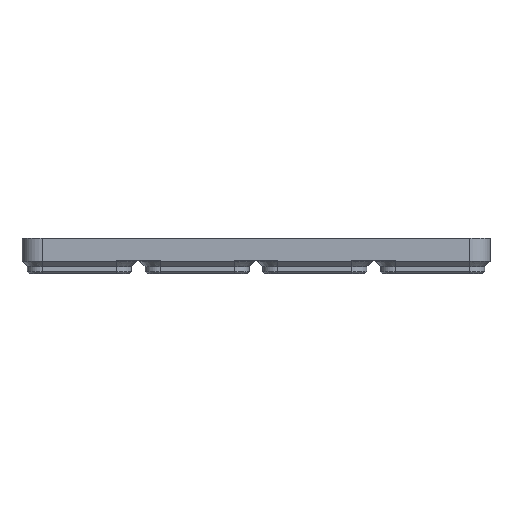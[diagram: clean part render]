
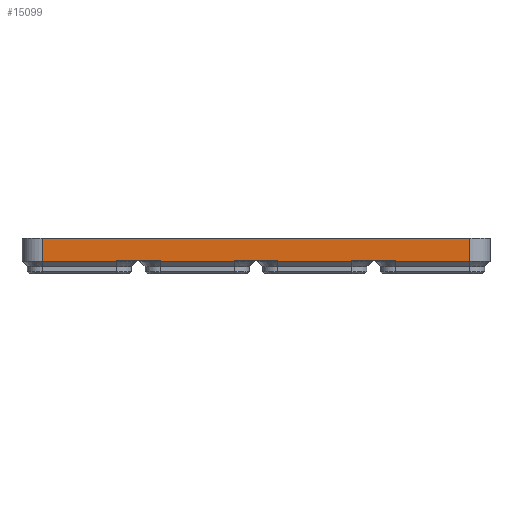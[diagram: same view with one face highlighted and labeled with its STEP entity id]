
A CAD part, left-side view. The second image highlights one B-rep face of the part: STEP entity #15099.
In plain terms, the highlighted planar face has unit normal (-1, 0, 0).
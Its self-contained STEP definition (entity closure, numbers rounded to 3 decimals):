
#683=LINE('',#23163,#2131);
#687=LINE('',#23179,#2135);
#691=LINE('',#23195,#2139);
#754=LINE('',#23395,#2202);
#755=LINE('',#23401,#2203);
#756=LINE('',#23404,#2204);
#757=LINE('',#23405,#2205);
#758=LINE('',#23407,#2206);
#759=LINE('',#23408,#2207);
#760=LINE('',#23410,#2208);
#761=LINE('',#23412,#2209);
#762=LINE('',#23413,#2210);
#763=LINE('',#23415,#2211);
#764=LINE('',#23417,#2212);
#765=LINE('',#23418,#2213);
#766=LINE('',#23420,#2214);
#2131=VECTOR('',#18072,1000.);
#2135=VECTOR('',#18084,1000.);
#2139=VECTOR('',#18096,1000.);
#2202=VECTOR('',#18247,1000.);
#2203=VECTOR('',#18254,1000.);
#2204=VECTOR('',#18255,1000.);
#2205=VECTOR('',#18256,1000.);
#2206=VECTOR('',#18257,1000.);
#2207=VECTOR('',#18258,1000.);
#2208=VECTOR('',#18259,1000.);
#2209=VECTOR('',#18260,1000.);
#2210=VECTOR('',#18261,1000.);
#2211=VECTOR('',#18262,1000.);
#2212=VECTOR('',#18263,1000.);
#2213=VECTOR('',#18264,1000.);
#2214=VECTOR('',#18265,1000.);
#3792=ORIENTED_EDGE('',*,*,#8375,.T.);
#3793=ORIENTED_EDGE('',*,*,#8376,.F.);
#3794=ORIENTED_EDGE('',*,*,#8372,.F.);
#3795=ORIENTED_EDGE('',*,*,#8377,.T.);
#3796=ORIENTED_EDGE('',*,*,#8378,.T.);
#3797=ORIENTED_EDGE('',*,*,#8270,.T.);
#3798=ORIENTED_EDGE('',*,*,#8379,.F.);
#3799=ORIENTED_EDGE('',*,*,#8380,.T.);
#3800=ORIENTED_EDGE('',*,*,#8381,.T.);
#3801=ORIENTED_EDGE('',*,*,#8262,.T.);
#3802=ORIENTED_EDGE('',*,*,#8382,.F.);
#3803=ORIENTED_EDGE('',*,*,#8383,.T.);
#3804=ORIENTED_EDGE('',*,*,#8384,.T.);
#3805=ORIENTED_EDGE('',*,*,#8254,.T.);
#3806=ORIENTED_EDGE('',*,*,#8385,.F.);
#3807=ORIENTED_EDGE('',*,*,#8386,.T.);
#8254=EDGE_CURVE('',#10551,#10550,#683,.T.);
#8262=EDGE_CURVE('',#10559,#10558,#687,.T.);
#8270=EDGE_CURVE('',#10567,#10566,#691,.T.);
#8372=EDGE_CURVE('',#10660,#10661,#754,.T.);
#8375=EDGE_CURVE('',#10662,#10663,#755,.T.);
#8376=EDGE_CURVE('',#10661,#10663,#756,.T.);
#8377=EDGE_CURVE('',#10660,#10664,#757,.T.);
#8378=EDGE_CURVE('',#10664,#10567,#758,.T.);
#8379=EDGE_CURVE('',#10665,#10566,#759,.T.);
#8380=EDGE_CURVE('',#10665,#10666,#760,.T.);
#8381=EDGE_CURVE('',#10666,#10559,#761,.T.);
#8382=EDGE_CURVE('',#10667,#10558,#762,.T.);
#8383=EDGE_CURVE('',#10667,#10668,#763,.T.);
#8384=EDGE_CURVE('',#10668,#10551,#764,.T.);
#8385=EDGE_CURVE('',#10669,#10550,#765,.T.);
#8386=EDGE_CURVE('',#10669,#10662,#766,.T.);
#10550=VERTEX_POINT('',#23162);
#10551=VERTEX_POINT('',#23164);
#10558=VERTEX_POINT('',#23178);
#10559=VERTEX_POINT('',#23180);
#10566=VERTEX_POINT('',#23194);
#10567=VERTEX_POINT('',#23196);
#10660=VERTEX_POINT('',#23396);
#10661=VERTEX_POINT('',#23397);
#10662=VERTEX_POINT('',#23402);
#10663=VERTEX_POINT('',#23403);
#10664=VERTEX_POINT('',#23406);
#10665=VERTEX_POINT('',#23409);
#10666=VERTEX_POINT('',#23411);
#10667=VERTEX_POINT('',#23414);
#10668=VERTEX_POINT('',#23416);
#10669=VERTEX_POINT('',#23419);
#12496=EDGE_LOOP('',(#3792,#3793,#3794,#3795,#3796,#3797,#3798,#3799,#3800,
#3801,#3802,#3803,#3804,#3805,#3806,#3807));
#13566=FACE_BOUND('',#12496,.T.);
#14625=PLANE('',#16176);
#15099=ADVANCED_FACE('',(#13566),#14625,.T.);
#16176=AXIS2_PLACEMENT_3D('',#23400,#18252,#18253);
#18072=DIRECTION('',(0.,-1.,0.));
#18084=DIRECTION('',(0.,-1.,0.));
#18096=DIRECTION('',(0.,-1.,0.));
#18247=DIRECTION('',(0.,0.,1.));
#18252=DIRECTION('',(-1.,0.,0.));
#18253=DIRECTION('',(0.,0.,1.));
#18254=DIRECTION('',(0.,0.,1.));
#18255=DIRECTION('',(0.,-1.,0.));
#18256=DIRECTION('',(0.,-1.,0.));
#18257=DIRECTION('',(0.,0.,1.));
#18258=DIRECTION('',(0.,0.,1.));
#18259=DIRECTION('',(0.,-1.,0.));
#18260=DIRECTION('',(0.,0.,1.));
#18261=DIRECTION('',(0.,0.,1.));
#18262=DIRECTION('',(0.,-1.,0.));
#18263=DIRECTION('',(0.,0.,1.));
#18264=DIRECTION('',(0.,0.,1.));
#18265=DIRECTION('',(0.,-1.,0.));
#23162=CARTESIAN_POINT('',(-83.5,-49.75,-1.));
#23163=CARTESIAN_POINT('',(-83.5,0.,-1.));
#23164=CARTESIAN_POINT('',(-83.5,-34.25,-1.));
#23178=CARTESIAN_POINT('',(-83.5,-7.75,-1.));
#23179=CARTESIAN_POINT('',(-83.5,0.,-1.));
#23180=CARTESIAN_POINT('',(-83.5,7.75,-1.));
#23194=CARTESIAN_POINT('',(-83.5,34.25,-1.));
#23195=CARTESIAN_POINT('',(-83.5,0.,-1.));
#23196=CARTESIAN_POINT('',(-83.5,49.75,-1.));
#23395=CARTESIAN_POINT('',(-83.5,76.25,-1.));
#23396=CARTESIAN_POINT('',(-83.5,76.25,-1.25));
#23397=CARTESIAN_POINT('',(-83.5,76.25,7.));
#23400=CARTESIAN_POINT('',(-83.5,0.,-1.));
#23401=CARTESIAN_POINT('',(-83.5,-76.25,-1.));
#23402=CARTESIAN_POINT('',(-83.5,-76.25,-1.25));
#23403=CARTESIAN_POINT('',(-83.5,-76.25,7.));
#23404=CARTESIAN_POINT('',(-83.5,0.,7.));
#23405=CARTESIAN_POINT('',(-83.5,126.,-1.25));
#23406=CARTESIAN_POINT('',(-83.5,49.75,-1.25));
#23407=CARTESIAN_POINT('',(-83.5,49.75,-3.15));
#23408=CARTESIAN_POINT('',(-83.5,34.25,-3.15));
#23409=CARTESIAN_POINT('',(-83.5,34.25,-1.25));
#23410=CARTESIAN_POINT('',(-83.5,84.,-1.25));
#23411=CARTESIAN_POINT('',(-83.5,7.75,-1.25));
#23412=CARTESIAN_POINT('',(-83.5,7.75,-3.15));
#23413=CARTESIAN_POINT('',(-83.5,-7.75,-3.15));
#23414=CARTESIAN_POINT('',(-83.5,-7.75,-1.25));
#23415=CARTESIAN_POINT('',(-83.5,42.,-1.25));
#23416=CARTESIAN_POINT('',(-83.5,-34.25,-1.25));
#23417=CARTESIAN_POINT('',(-83.5,-34.25,-3.15));
#23418=CARTESIAN_POINT('',(-83.5,-49.75,-3.15));
#23419=CARTESIAN_POINT('',(-83.5,-49.75,-1.25));
#23420=CARTESIAN_POINT('',(-83.5,0.,-1.25));
